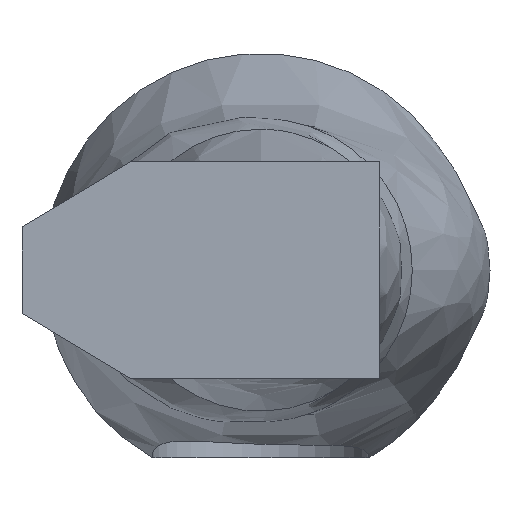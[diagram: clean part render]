
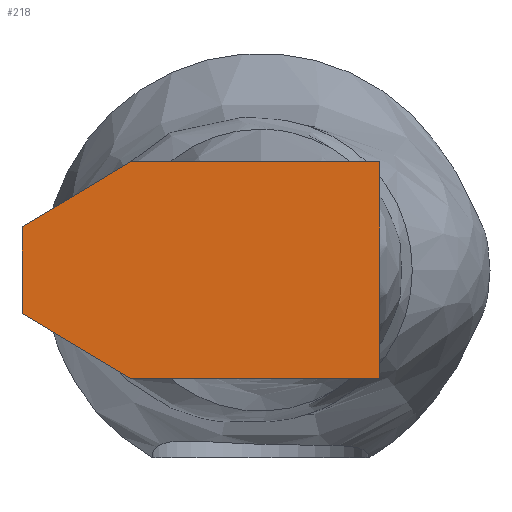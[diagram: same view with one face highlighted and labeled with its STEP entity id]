
A CAD part, front view. The second image highlights one B-rep face of the part: STEP entity #218.
In plain terms, the highlighted planar face has unit normal (0, -1, 0).
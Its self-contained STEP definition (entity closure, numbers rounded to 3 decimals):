
#24=PLANE('',#270);
#34=FACE_OUTER_BOUND('',#46,.T.);
#46=EDGE_LOOP('',(#195,#196,#197,#198,#199,#200));
#54=LINE('',#470,#61);
#55=LINE('',#474,#62);
#56=LINE('',#524,#63);
#57=LINE('',#527,#64);
#58=LINE('',#529,#65);
#59=LINE('',#531,#66);
#61=VECTOR('',#310,10.);
#62=VECTOR('',#313,10.);
#63=VECTOR('',#318,10.);
#64=VECTOR('',#321,10.);
#65=VECTOR('',#324,10.);
#66=VECTOR('',#327,10.);
#101=VERTEX_POINT('',#468);
#102=VERTEX_POINT('',#469);
#103=VERTEX_POINT('',#471);
#104=VERTEX_POINT('',#473);
#106=VERTEX_POINT('',#523);
#107=VERTEX_POINT('',#525);
#128=EDGE_CURVE('',#101,#102,#54,.T.);
#130=EDGE_CURVE('',#103,#104,#55,.T.);
#133=EDGE_CURVE('',#102,#106,#56,.T.);
#135=EDGE_CURVE('',#107,#103,#57,.T.);
#136=EDGE_CURVE('',#106,#107,#58,.T.);
#137=EDGE_CURVE('',#104,#101,#59,.T.);
#195=ORIENTED_EDGE('',*,*,#137,.F.);
#196=ORIENTED_EDGE('',*,*,#130,.F.);
#197=ORIENTED_EDGE('',*,*,#135,.F.);
#198=ORIENTED_EDGE('',*,*,#136,.F.);
#199=ORIENTED_EDGE('',*,*,#133,.F.);
#200=ORIENTED_EDGE('',*,*,#128,.F.);
#218=ADVANCED_FACE('',(#34),#24,.F.);
#270=AXIS2_PLACEMENT_3D('',#610,#334,#335);
#310=DIRECTION('',(-1.,0.,0.));
#313=DIRECTION('',(1.,0.,0.));
#318=DIRECTION('',(-0.857,0.,0.514));
#321=DIRECTION('',(0.857,0.,0.514));
#324=DIRECTION('',(0.,0.,1.));
#327=DIRECTION('',(0.,0.,-1.));
#334=DIRECTION('center_axis',(0.,1.,0.));
#335=DIRECTION('ref_axis',(0.,0.,1.));
#468=CARTESIAN_POINT('',(5.5,0.,-5.));
#469=CARTESIAN_POINT('',(-6.,0.,-5.));
#470=CARTESIAN_POINT('',(5.5,0.,-5.));
#471=CARTESIAN_POINT('',(-6.,0.,5.));
#473=CARTESIAN_POINT('',(5.5,0.,5.));
#474=CARTESIAN_POINT('',(5.5,0.,5.));
#523=CARTESIAN_POINT('',(-11.,0.,-2.));
#524=CARTESIAN_POINT('',(-6.,0.,-5.));
#525=CARTESIAN_POINT('',(-11.,0.,2.));
#527=CARTESIAN_POINT('',(-6.,0.,5.));
#529=CARTESIAN_POINT('',(-11.,0.,-2.));
#531=CARTESIAN_POINT('',(5.5,0.,0.));
#610=CARTESIAN_POINT('Origin',(0.,0.,0.));
